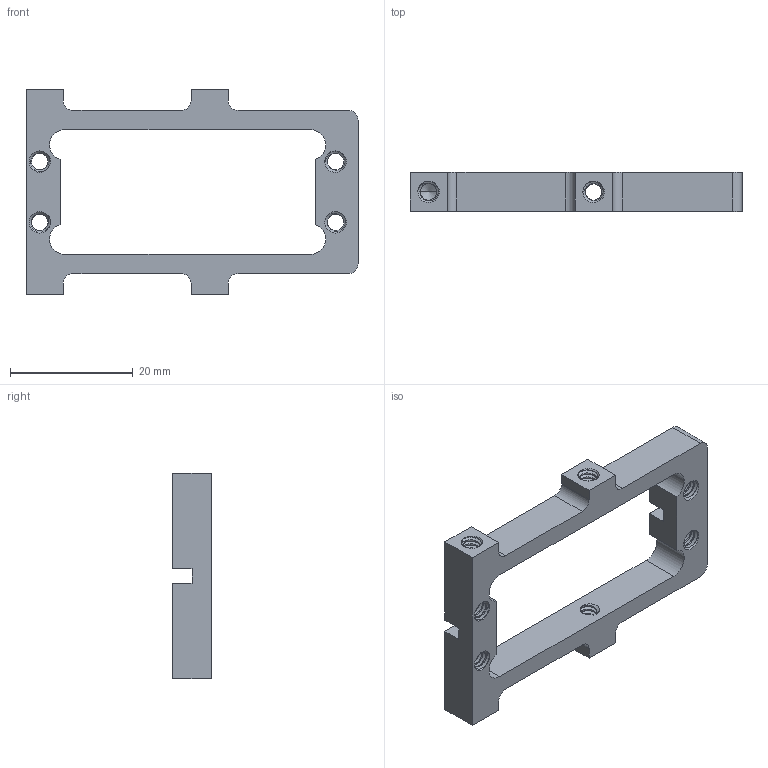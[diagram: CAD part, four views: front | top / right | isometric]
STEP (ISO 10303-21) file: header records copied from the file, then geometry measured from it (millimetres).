
FILE_DESCRIPTION (( 'STEP AP203' ), '1' );
FILE_NAME ('575124.STEP', '2017-07-06T13:51:31', ( '' ), ( '' ), 'SwSTEP 2.0', 'SolidWorks 2016', '' );
FILE_SCHEMA (( 'CONFIG_CONTROL_DESIGN' ));
Length unit declared in the file: inch
Products named in the file (1): 575124
Bounding box: 54.2 x 6.35 x 33.53 mm (x, y, z)
Volume: 3722.6 mm3; surface area: 4025.8 mm2
Topology: 1 solids, 1 shells, 366 faces, 1069 edges, 700 vertices
Faces by surface type: cylinder 277, cone 44, plane 29, bspline 16
Entity records: 23699 total; most frequent: CARTESIAN_POINT 15482, ORIENTED_EDGE 2126, DIRECTION 1289, EDGE_CURVE 1063, VERTEX_POINT 700, AXIS2_PLACEMENT_3D 455, EDGE_LOOP 381, LINE 379
